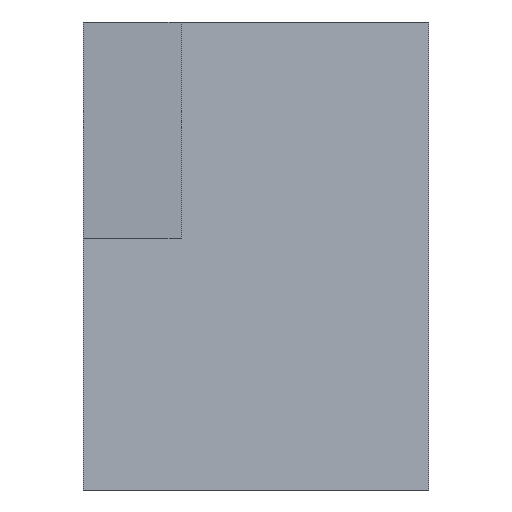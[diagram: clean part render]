
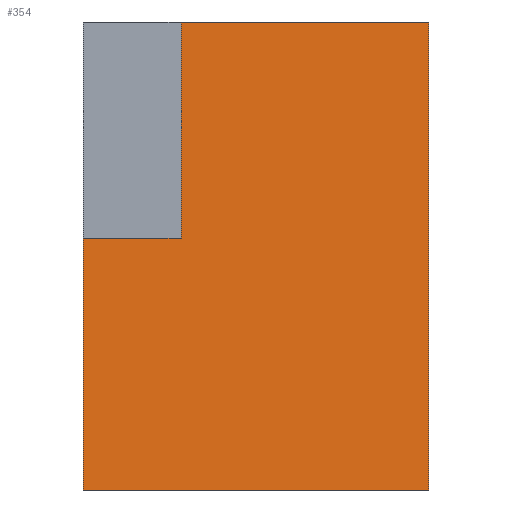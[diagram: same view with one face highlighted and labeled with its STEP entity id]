
A CAD part, left-side view. The second image highlights one B-rep face of the part: STEP entity #354.
In plain terms, the highlighted planar face has unit normal (-0.997, 0, 0.077).
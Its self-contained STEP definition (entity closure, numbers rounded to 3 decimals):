
#136=CARTESIAN_POINT('POINT12',(-6.506,5.283,
   17.78));
#137=VERTEX_POINT('VERTEX12',#136);
#145=CARTESIAN_POINT('POINT13',(-6.506,12.192,
   17.78));
#146=VERTEX_POINT('VERTEX13',#145);
#153=CARTESIAN_POINT('POS20',(-6.506,5.283,
   17.78));
#154=DIRECTION('DIR24',(0.,1.,0.));
#155=VECTOR('VEC16',#154,25.4);
#156=LINE('STRAIGHT16',#153,#155);
#157=EDGE_CURVE('EDGE16',#137,#146,#156,.T.);
#167=CARTESIAN_POINT('POINT14',(-5.334,5.283,33.02));
#168=VERTEX_POINT('VERTEX14',#167);
#177=CARTESIAN_POINT('POS23',(-5.334,5.283,33.02));
#178=DIRECTION('DIR28',(-0.077,0.,
   -0.997));
#179=VECTOR('VEC18',#178,25.4);
#180=LINE('STRAIGHT18',#177,#179);
#181=EDGE_CURVE('EDGE18',#168,#137,#180,.T.);
#221=CARTESIAN_POINT('POINT18',(-5.334,-12.192,33.02));
#222=VERTEX_POINT('VERTEX18',#221);
#223=CARTESIAN_POINT('POS28',(-5.334,-12.192,33.02));
#224=DIRECTION('DIR36',(0.,1.,0.));
#225=VECTOR('VEC20',#224,25.4);
#226=LINE('STRAIGHT20',#223,#225);
#227=EDGE_CURVE('EDGE22',#222,#168,#226,.T.);
#251=CARTESIAN_POINT('POINT19',(-7.874,-12.192,0.));
#252=VERTEX_POINT('VERTEX19',#251);
#253=CARTESIAN_POINT('POS32',(-5.334,-12.192,33.02));
#254=DIRECTION('DIR41',(-0.077,0.,
   -0.997));
#255=VECTOR('VEC23',#254,25.4);
#256=LINE('STRAIGHT23',#253,#255);
#257=EDGE_CURVE('EDGE25',#222,#252,#256,.T.);
#311=CARTESIAN_POINT('POINT22',(-7.874,12.192,0.));
#312=VERTEX_POINT('VERTEX22',#311);
#319=CARTESIAN_POINT('POS40',(-6.506,12.192,
   17.78));
#320=DIRECTION('DIR51',(-0.077,0.,
   -0.997));
#321=VECTOR('VEC29',#320,25.4);
#322=LINE('STRAIGHT29',#319,#321);
#323=EDGE_CURVE('EDGE31',#146,#312,#322,.T.);
#336=ORIENTED_EDGE('COEDGE53',*,*,#323,.T.);
#337=CARTESIAN_POINT('POS42',(-7.874,-12.192,0.));
#338=DIRECTION('DIR54',(0.,1.,0.));
#339=VECTOR('VEC30',#338,25.4);
#340=LINE('STRAIGHT30',#337,#339);
#341=EDGE_CURVE('EDGE32',#252,#312,#340,.T.);
#342=ORIENTED_EDGE('COEDGE54',*,*,#341,.F.);
#343=ORIENTED_EDGE('COEDGE55',*,*,#257,.F.);
#344=ORIENTED_EDGE('COEDGE56',*,*,#227,.T.);
#345=ORIENTED_EDGE('COEDGE57',*,*,#181,.T.);
#346=ORIENTED_EDGE('COEDGE58',*,*,#157,.T.);
#347=EDGE_LOOP('NONE',(#336,#342,#343,#344,#345,#346));
#348=FACE_BOUND('LOOP1',#347,.T.);
#349=CARTESIAN_POINT('POS43',(-5.334,12.192,33.02));
#350=DIRECTION('DIR55',(0.997,0.,
   -0.077));
#351=DIRECTION('DIR56',(0.077,0.,
   0.997));
#352=AXIS2_PLACEMENT_3D('AXIS13',#349,#350,#351);
#353=PLANE('PLANE11',#352);
#354=ADVANCED_FACE('FACE11',(#348),#353,.F.);
